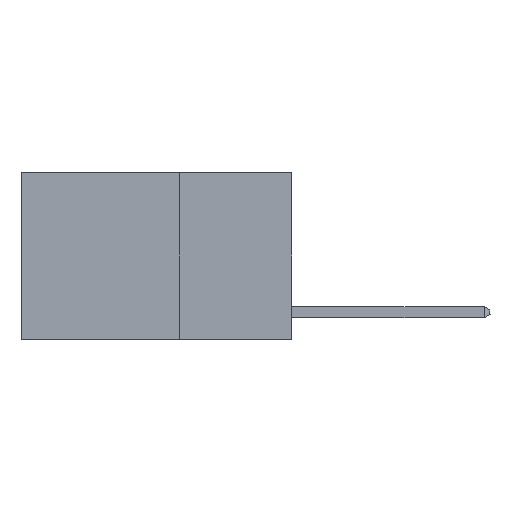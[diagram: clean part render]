
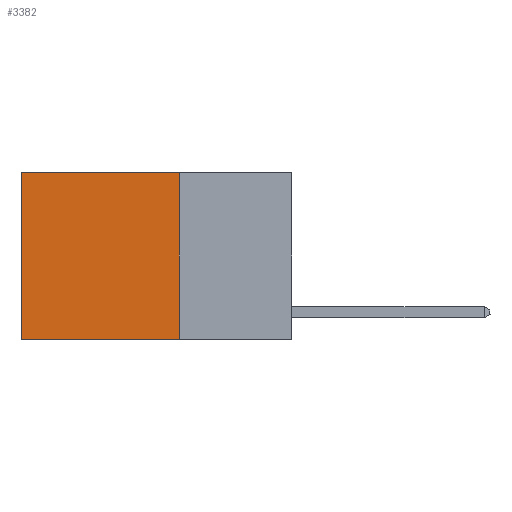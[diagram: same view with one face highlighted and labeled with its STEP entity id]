
A CAD part, left-side view. The second image highlights one B-rep face of the part: STEP entity #3382.
In plain terms, the highlighted planar face has unit normal (-1, 0, 0).
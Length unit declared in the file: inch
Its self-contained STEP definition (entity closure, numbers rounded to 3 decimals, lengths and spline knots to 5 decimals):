
#690 = PLANE ( 'NONE',  #1004 ) ;
#931 = EDGE_CURVE ( 'NONE', #5700, #1541, #1352, .T. ) ;
#956 = EDGE_CURVE ( 'NONE', #12326, #2812, #11999, .T. ) ;
#1004 = AXIS2_PLACEMENT_3D ( 'NONE', #2923, #7596, #14849 ) ;
#1283 = CARTESIAN_POINT ( 'NONE',  ( 0.2625, 0.6, 0. ) ) ;
#1352 = LINE ( 'NONE', #14363, #7627 ) ;
#1475 = DIRECTION ( 'NONE',  ( 0., 1., 0. ) ) ;
#1541 = VERTEX_POINT ( 'NONE', #2950 ) ;
#2030 = ORIENTED_EDGE ( 'NONE', *, *, #11307, .F. ) ;
#2766 = LINE ( 'NONE', #14537, #8150 ) ;
#2812 = VERTEX_POINT ( 'NONE', #8451 ) ;
#2923 = CARTESIAN_POINT ( 'NONE',  ( 0.2625, 0.25, 0. ) ) ;
#2950 = CARTESIAN_POINT ( 'NONE',  ( 0.2625, 0.25, -0.37 ) ) ;
#3382 = ADVANCED_FACE ( 'NONE', ( #9036 ), #690, .F. ) ;
#3884 = DIRECTION ( 'NONE',  ( 0., 0., -1. ) ) ;
#5700 = VERTEX_POINT ( 'NONE', #6787 ) ;
#6427 = CARTESIAN_POINT ( 'NONE',  ( 0.2625, 0.6, 0. ) ) ;
#6635 = ORIENTED_EDGE ( 'NONE', *, *, #13472, .T. ) ;
#6787 = CARTESIAN_POINT ( 'NONE',  ( 0.2625, 0.25, 0. ) ) ;
#6876 = EDGE_LOOP ( 'NONE', ( #7883, #2030, #14251, #6635 ) ) ;
#7437 = DIRECTION ( 'NONE',  ( 0., 1., 0. ) ) ;
#7596 = DIRECTION ( 'NONE',  ( 1., 0., 0. ) ) ;
#7627 = VECTOR ( 'NONE', #14443, 39.37008 ) ;
#7883 = ORIENTED_EDGE ( 'NONE', *, *, #956, .T. ) ;
#7884 = VECTOR ( 'NONE', #1475, 39.37008 ) ;
#8150 = VECTOR ( 'NONE', #7437, 39.37008 ) ;
#8451 = CARTESIAN_POINT ( 'NONE',  ( 0.2625, 0.6, -0.37 ) ) ;
#9036 = FACE_OUTER_BOUND ( 'NONE', #6876, .T. ) ;
#11307 = EDGE_CURVE ( 'NONE', #1541, #2812, #14187, .T. ) ;
#11999 = LINE ( 'NONE', #1283, #12012 ) ;
#12012 = VECTOR ( 'NONE', #3884, 39.37008 ) ;
#12326 = VERTEX_POINT ( 'NONE', #6427 ) ;
#13472 = EDGE_CURVE ( 'NONE', #5700, #12326, #2766, .T. ) ;
#14109 = CARTESIAN_POINT ( 'NONE',  ( 0.2625, 0.25, -0.37 ) ) ;
#14187 = LINE ( 'NONE', #14109, #7884 ) ;
#14251 = ORIENTED_EDGE ( 'NONE', *, *, #931, .F. ) ;
#14363 = CARTESIAN_POINT ( 'NONE',  ( 0.2625, 0.25, 0. ) ) ;
#14443 = DIRECTION ( 'NONE',  ( 0., 0., -1. ) ) ;
#14537 = CARTESIAN_POINT ( 'NONE',  ( 0.2625, 0.25, 0. ) ) ;
#14849 = DIRECTION ( 'NONE',  ( 0., 0., -1. ) ) ;
